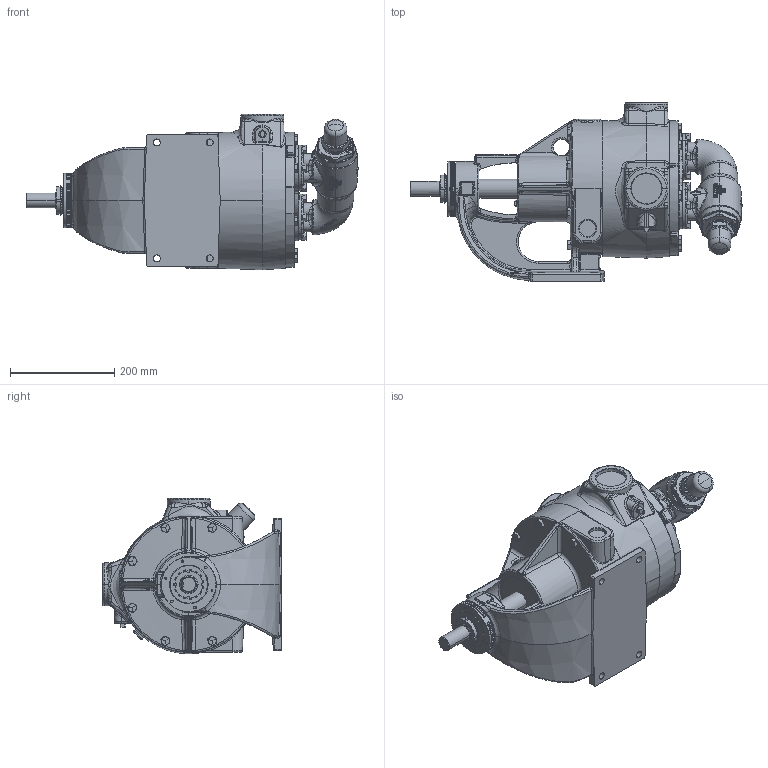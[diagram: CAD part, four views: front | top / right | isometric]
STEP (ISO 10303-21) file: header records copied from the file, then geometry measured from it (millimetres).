
FILE_DESCRIPTION (( 'STEP AP214' ), '1' );
FILE_NAME ('L724.STEP', '2016-09-07T13:13:25', ( '' ), ( '' ), 'SwSTEP 2.0', 'SolidWorks 2015', '' );
FILE_SCHEMA (( 'AUTOMOTIVE_DESIGN' ));
Length unit declared in the file: inch
Products named in the file (2): L724
Bounding box: 637.24 x 343.29 x 298.59 mm (x, y, z)
Volume: 16493080.7 mm3; surface area: 720197 mm2
Topology: 1 solids, 1 shells, 3222 faces, 8091 edges, 4863 vertices
Faces by surface type: bspline 1035, plane 1009, cylinder 560, cone 387, torus 165, sphere 66
Entity records: 193994 total; most frequent: CARTESIAN_POINT 98231, ORIENTED_EDGE 15946, DIRECTION 11549, EDGE_CURVE 7973, VERTEX_POINT 4859, AXIS2_PLACEMENT_3D 4560, EDGE_LOOP 3358, ADVANCED_FACE 3222
